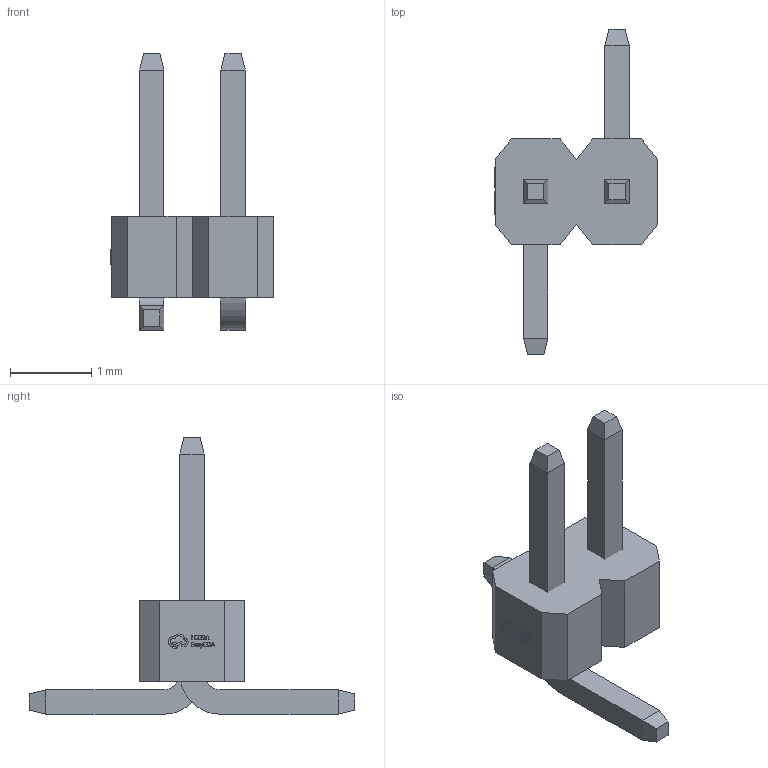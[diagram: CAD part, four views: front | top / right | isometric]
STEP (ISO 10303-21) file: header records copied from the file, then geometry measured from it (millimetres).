
FILE_DESCRIPTION (( 'STEP AP214' ), '1' );
FILE_NAME ('HDR-SMD_2P-P1.00-V-M-LS4.0.STEP', '2024-10-31T13:32:16', ( '' ), ( '' ), 'SwSTEP 2.0', 'SolidWorks 2020', '' );
FILE_SCHEMA (( 'AUTOMOTIVE_DESIGN' ));
Length unit declared in the file: millimetre
Products named in the file (1): HDR-SMD_2P-P1.00-V-M-LS4.0
Bounding box: 2.01 x 4 x 3.4 mm (x, y, z)
Volume: 3.3 mm3; surface area: 23.7 mm2
Topology: 3 solids, 3 shells, 276 faces, 737 edges, 486 vertices
Faces by surface type: plane 174, bspline 98, cylinder 4
Entity records: 12101 total; most frequent: CARTESIAN_POINT 2806, ORIENTED_EDGE 1474, DIRECTION 903, EDGE_CURVE 737, VECTOR 529, LINE 529, VERTEX_POINT 486, EDGE_LOOP 295
